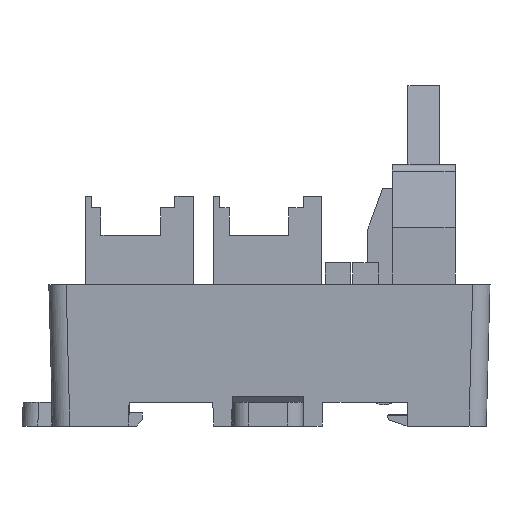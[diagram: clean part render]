
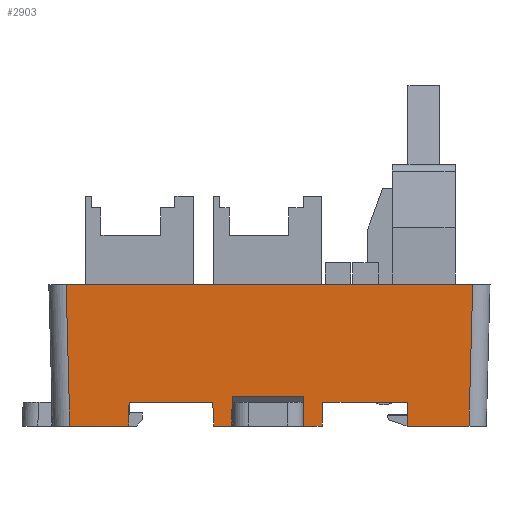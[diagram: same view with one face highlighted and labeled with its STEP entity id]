
A CAD part, left-side view. The second image highlights one B-rep face of the part: STEP entity #2903.
In plain terms, the highlighted planar face has unit normal (-1, 0, -0.026).
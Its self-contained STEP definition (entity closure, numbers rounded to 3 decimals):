
#1839=FACE_OUTER_BOUND('',#5429,.T.);
#2903=ADVANCED_FACE('',(#1839),#4009,.T.);
#4009=PLANE('',#23436);
#5429=EDGE_LOOP('',(#7612,#7613,#7614,#7615,#7616,#7617,#7618,#7619,#7620,
#7621,#7622,#7623,#7624,#7625,#7626,#7627));
#7612=ORIENTED_EDGE('',*,*,#15228,.F.);
#7613=ORIENTED_EDGE('',*,*,#15187,.T.);
#7614=ORIENTED_EDGE('',*,*,#15232,.T.);
#7615=ORIENTED_EDGE('',*,*,#14838,.T.);
#7616=ORIENTED_EDGE('',*,*,#15242,.T.);
#7617=ORIENTED_EDGE('',*,*,#15031,.T.);
#7618=ORIENTED_EDGE('',*,*,#15245,.T.);
#7619=ORIENTED_EDGE('',*,*,#15011,.F.);
#7620=ORIENTED_EDGE('',*,*,#15250,.T.);
#7621=ORIENTED_EDGE('',*,*,#15027,.T.);
#7622=ORIENTED_EDGE('',*,*,#15048,.F.);
#7623=ORIENTED_EDGE('',*,*,#14852,.T.);
#7624=ORIENTED_EDGE('',*,*,#15219,.F.);
#7625=ORIENTED_EDGE('',*,*,#15183,.T.);
#7626=ORIENTED_EDGE('',*,*,#15223,.F.);
#7627=ORIENTED_EDGE('',*,*,#15226,.T.);
#12842=VERTEX_POINT('',#30580);
#12843=VERTEX_POINT('',#30582);
#12856=VERTEX_POINT('',#30608);
#12857=VERTEX_POINT('',#30610);
#12973=VERTEX_POINT('',#30927);
#12974=VERTEX_POINT('',#30929);
#12982=VERTEX_POINT('',#30954);
#12983=VERTEX_POINT('',#30956);
#12986=VERTEX_POINT('',#30963);
#12987=VERTEX_POINT('',#30965);
#13078=VERTEX_POINT('',#31269);
#13080=VERTEX_POINT('',#31274);
#13083=VERTEX_POINT('',#31282);
#13084=VERTEX_POINT('',#31284);
#13103=VERTEX_POINT('',#31353);
#13104=VERTEX_POINT('',#31358);
#14838=EDGE_CURVE('',#12843,#12842,#17825,.T.);
#14852=EDGE_CURVE('',#12857,#12856,#17837,.T.);
#15011=EDGE_CURVE('',#12973,#12974,#17988,.T.);
#15027=EDGE_CURVE('',#12983,#12982,#18001,.T.);
#15031=EDGE_CURVE('',#12987,#12986,#18003,.T.);
#15048=EDGE_CURVE('',#12857,#12982,#18019,.T.);
#15183=EDGE_CURVE('',#13078,#13080,#18149,.T.);
#15187=EDGE_CURVE('',#13084,#13083,#18152,.T.);
#15219=EDGE_CURVE('',#13078,#12856,#18184,.T.);
#15223=EDGE_CURVE('',#13103,#13080,#18188,.T.);
#15226=EDGE_CURVE('',#13103,#13104,#18191,.T.);
#15228=EDGE_CURVE('',#13084,#13104,#18193,.T.);
#15232=EDGE_CURVE('',#13083,#12843,#18197,.T.);
#15242=EDGE_CURVE('',#12842,#12987,#18205,.T.);
#15245=EDGE_CURVE('',#12986,#12974,#18208,.T.);
#15250=EDGE_CURVE('',#12973,#12983,#18213,.T.);
#17825=LINE('',#30581,#20677);
#17837=LINE('',#30609,#20689);
#17988=LINE('',#30928,#20840);
#18001=LINE('',#30955,#20853);
#18003=LINE('',#30964,#20855);
#18019=LINE('',#30997,#20871);
#18149=LINE('',#31275,#21001);
#18152=LINE('',#31283,#21004);
#18184=LINE('',#31346,#21036);
#18188=LINE('',#31354,#21040);
#18191=LINE('',#31359,#21043);
#18193=LINE('',#31362,#21045);
#18197=LINE('',#31369,#21049);
#18205=LINE('',#31388,#21057);
#18208=LINE('',#31393,#21060);
#18213=LINE('',#31405,#21065);
#20677=VECTOR('',#24826,1.);
#20689=VECTOR('',#24842,1.);
#20840=VECTOR('',#25095,1.);
#20853=VECTOR('',#25118,1.);
#20855=VECTOR('',#25126,1.);
#20871=VECTOR('',#25152,1.);
#21001=VECTOR('',#25414,1.);
#21004=VECTOR('',#25421,1.);
#21036=VECTOR('',#25477,1.);
#21040=VECTOR('',#25487,1.);
#21043=VECTOR('',#25492,1.);
#21045=VECTOR('',#25496,1.);
#21049=VECTOR('',#25506,1.);
#21057=VECTOR('',#25532,1.);
#21060=VECTOR('',#25539,1.);
#21065=VECTOR('',#25558,1.);
#23436=AXIS2_PLACEMENT_3D('',#31407,#25561,#25562);
#24826=DIRECTION('',(0.,-1.,0.));
#24842=DIRECTION('',(0.,-1.,0.));
#25095=DIRECTION('',(0.,-1.,0.));
#25118=DIRECTION('',(0.,-1.,0.));
#25126=DIRECTION('',(0.,-1.,0.));
#25152=DIRECTION('',(0.026,0.017,-1.));
#25414=DIRECTION('',(0.,-1.,0.));
#25421=DIRECTION('',(0.,-1.,0.));
#25477=DIRECTION('',(-0.026,0.035,0.999));
#25487=DIRECTION('',(0.026,0.009,-1.));
#25492=DIRECTION('',(0.,-1.,0.));
#25496=DIRECTION('',(-0.026,0.009,1.));
#25506=DIRECTION('',(-0.026,-0.035,0.999));
#25532=DIRECTION('',(0.026,-0.017,-1.));
#25539=DIRECTION('',(-0.026,-0.026,0.999));
#25558=DIRECTION('',(0.026,-0.026,-0.999));
#25561=DIRECTION('',(-1.,0.,-0.026));
#25562=DIRECTION('',(0.026,0.,-1.));
#30580=CARTESIAN_POINT('',(-59.057,162.449,175.));
#30581=CARTESIAN_POINT('',(-59.057,180.199,175.));
#30582=CARTESIAN_POINT('',(-59.057,173.199,175.));
#30608=CARTESIAN_POINT('',(-59.057,187.199,175.));
#30609=CARTESIAN_POINT('',(-59.057,180.199,175.));
#30610=CARTESIAN_POINT('',(-59.057,197.849,175.));
#30927=CARTESIAN_POINT('',(-59.45,205.85,190.));
#30928=CARTESIAN_POINT('',(-59.45,179.699,190.));
#30929=CARTESIAN_POINT('',(-59.45,154.148,190.));
#30954=CARTESIAN_POINT('',(-58.979,197.901,172.));
#30955=CARTESIAN_POINT('',(-58.979,180.199,172.));
#30956=CARTESIAN_POINT('',(-58.979,205.378,172.));
#30963=CARTESIAN_POINT('',(-58.979,154.62,172.));
#30964=CARTESIAN_POINT('',(-58.979,179.699,172.));
#30965=CARTESIAN_POINT('',(-58.979,162.397,172.));
#30997=CARTESIAN_POINT('',(-59.026,197.87,173.796));
#31269=CARTESIAN_POINT('',(-58.979,187.094,172.));
#31274=CARTESIAN_POINT('',(-58.979,184.775,172.));
#31275=CARTESIAN_POINT('',(-58.979,180.199,172.));
#31282=CARTESIAN_POINT('',(-58.979,173.304,172.));
#31283=CARTESIAN_POINT('',(-58.979,180.199,172.));
#31284=CARTESIAN_POINT('',(-58.979,175.623,172.));
#31346=CARTESIAN_POINT('',(-59.026,187.157,173.798));
#31353=CARTESIAN_POINT('',(-59.076,184.743,175.726));
#31354=CARTESIAN_POINT('',(-59.451,184.618,190.04));
#31358=CARTESIAN_POINT('',(-59.076,175.655,175.726));
#31359=CARTESIAN_POINT('',(-59.076,-29.246,175.726));
#31362=CARTESIAN_POINT('',(-59.451,175.78,190.032));
#31369=CARTESIAN_POINT('',(-59.444,172.684,189.753));
#31388=CARTESIAN_POINT('',(-59.458,162.716,190.294));
#31393=CARTESIAN_POINT('',(-59.433,154.166,189.34));
#31405=CARTESIAN_POINT('',(-59.433,205.833,189.34));
#31407=CARTESIAN_POINT('',(-59.45,179.699,189.997));
